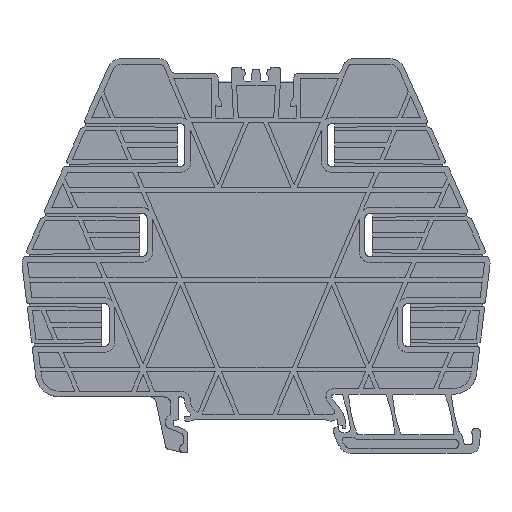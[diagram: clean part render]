
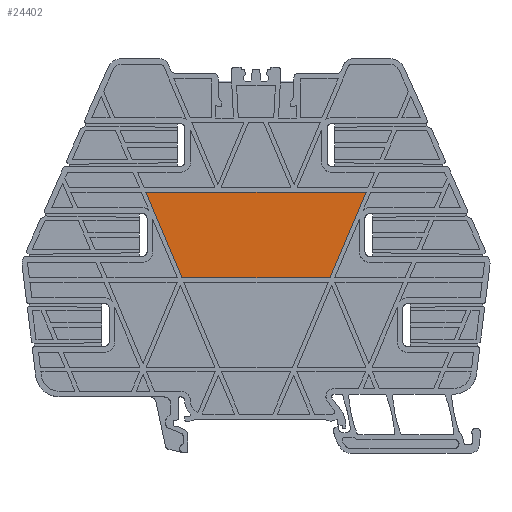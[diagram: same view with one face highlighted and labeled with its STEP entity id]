
A CAD part, left-side view. The second image highlights one B-rep face of the part: STEP entity #24402.
In plain terms, the highlighted planar face has unit normal (-1, 0, 0).
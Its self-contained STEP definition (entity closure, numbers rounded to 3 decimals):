
#24144=AXIS2_PLACEMENT_3D('Plane Axis2P3D',#24141,#24142,#24143) ;
#5847=CARTESIAN_POINT('Vertex',(0.95,65.013,37.)) ;
#5854=CARTESIAN_POINT('Vertex',(0.95,33.769,37.)) ;
#5857=CARTESIAN_POINT('Line Origine',(0.95,49.391,37.)) ;
#5878=CARTESIAN_POINT('Vertex',(0.95,72.622,55.1)) ;
#5881=CARTESIAN_POINT('Line Origine',(0.95,68.818,46.05)) ;
#5902=CARTESIAN_POINT('Vertex',(0.95,26.161,55.1)) ;
#5905=CARTESIAN_POINT('Line Origine',(0.95,49.391,55.1)) ;
#5922=CARTESIAN_POINT('Line Origine',(0.95,29.965,46.05)) ;
#24141=CARTESIAN_POINT('Axis2P3D Location',(0.95,0.,0.)) ;
#5858=DIRECTION('Vector Direction',(0.,-1.,0.)) ;
#5882=DIRECTION('Vector Direction',(0.,-0.388,-0.922)) ;
#5906=DIRECTION('Vector Direction',(0.,1.,0.)) ;
#5923=DIRECTION('Vector Direction',(0.,-0.388,0.922)) ;
#24142=DIRECTION('Axis2P3D Direction',(-1.,0.,0.)) ;
#24143=DIRECTION('Axis2P3D XDirection',(0.,-1.,0.)) ;
#5859=VECTOR('Line Direction',#5858,1.) ;
#5883=VECTOR('Line Direction',#5882,1.) ;
#5907=VECTOR('Line Direction',#5906,1.) ;
#5924=VECTOR('Line Direction',#5923,1.) ;
#24397=ORIENTED_EDGE('',*,*,#5885,.T.) ;
#24398=ORIENTED_EDGE('',*,*,#5861,.T.) ;
#24399=ORIENTED_EDGE('',*,*,#5926,.T.) ;
#24400=ORIENTED_EDGE('',*,*,#5909,.T.) ;
#24402=ADVANCED_FACE('Koerper.2',(#24401),#24145,.T.) ;
#5861=EDGE_CURVE('',#5848,#5855,#5860,.T.) ;
#5885=EDGE_CURVE('',#5879,#5848,#5884,.T.) ;
#5909=EDGE_CURVE('',#5903,#5879,#5908,.T.) ;
#5926=EDGE_CURVE('',#5855,#5903,#5925,.T.) ;
#24396=EDGE_LOOP('',(#24397,#24398,#24399,#24400)) ;
#24401=FACE_OUTER_BOUND('',#24396,.T.) ;
#5860=LINE('Line',#5857,#5859) ;
#5884=LINE('Line',#5881,#5883) ;
#5908=LINE('Line',#5905,#5907) ;
#5925=LINE('Line',#5922,#5924) ;
#24145=PLANE('',#24144) ;
#5848=VERTEX_POINT('',#5847) ;
#5855=VERTEX_POINT('',#5854) ;
#5879=VERTEX_POINT('',#5878) ;
#5903=VERTEX_POINT('',#5902) ;
